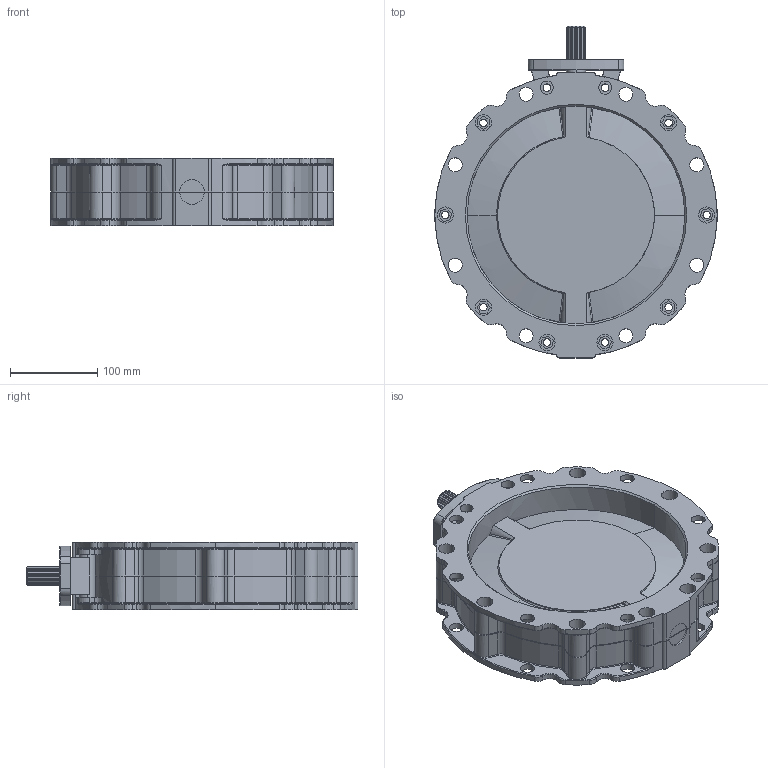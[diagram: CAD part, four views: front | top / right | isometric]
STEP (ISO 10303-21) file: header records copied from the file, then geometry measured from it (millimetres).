
FILE_DESCRIPTION (( 'STEP AP214' ), '1' );
FILE_NAME ('SCBF-BV2-6JA-250.step', '2025-09-25T05:50:17', ( 'KTP' ), ( '' ), 'SwSTEP 2.0', 'SolidWorks 2021', '' );
FILE_SCHEMA (( 'AUTOMOTIVE_DESIGN' ));
Length unit declared in the file: millimetre
Products named in the file (1): SCBF-BV2-6JA-250
Bounding box: 324 x 381 x 77.5 mm (x, y, z)
Volume: 2914887.4 mm3; surface area: 521781.7 mm2
Topology: 4 solids, 4 shells, 1038 faces, 2610 edges, 1605 vertices
Faces by surface type: cylinder 405, plane 258, torus 227, bspline 106, cone 36, sphere 6
Entity records: 43743 total; most frequent: CARTESIAN_POINT 17312, DIRECTION 5369, ORIENTED_EDGE 5188, EDGE_CURVE 2594, AXIS2_PLACEMENT_3D 2202, VERTEX_POINT 1605, CIRCLE 1269, EDGE_LOOP 1161
